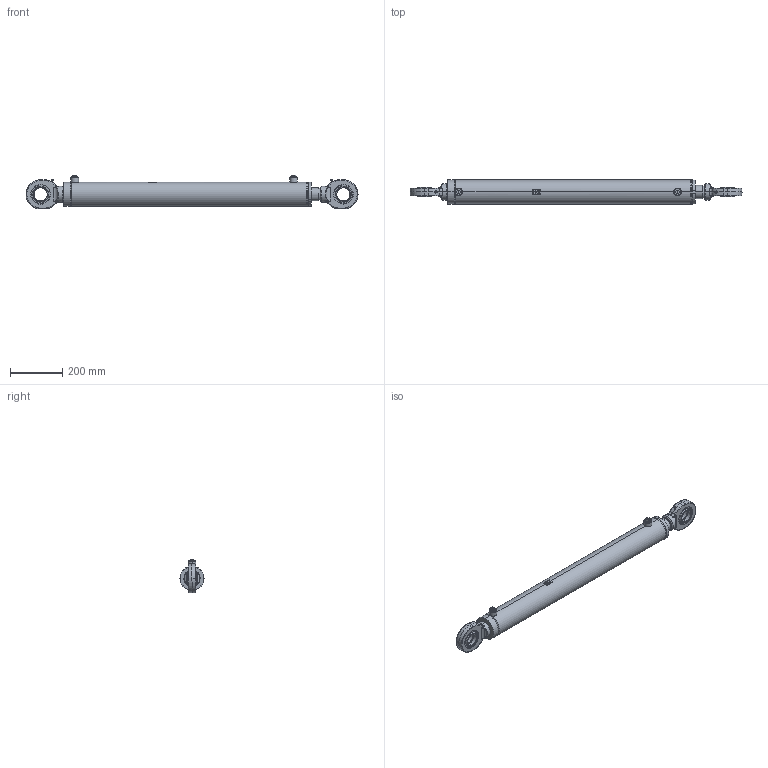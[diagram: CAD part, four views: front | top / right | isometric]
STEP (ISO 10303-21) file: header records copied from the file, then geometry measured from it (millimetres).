
FILE_DESCRIPTION (( 'STEP AP214' ), '1' );
FILE_NAME ('CFGCY0076715-Cylinder.step', '2026-03-06T09:02:43', ( 'Kramp IT' ), ( 'Kramp' ), 'SwSTEP 2.0', 'SolidWorks 2025', '' );
FILE_SCHEMA (( 'AUTOMOTIVE_DESIGN' ));
Length unit declared in the file: millimetre
Products named in the file (20): MATE-AID; DS2908013050_Simplified; Rod-WA_Simplified; GK50DO-RD; Tube-MA_Simplified; DS2908013050VM_Simplified; Tube-WA_Simplified; GK50DO-EC; LSN08E; SPACER_SPACER; DS3908001A; CFGCY0076715-Cylinder; DS2908004VM_Simplified; Rod_Simplified; DS2908015; Tube_Simplified; DS2908004_Simplified; GK50DO; SP08M
Assembly tree (21 placements, depth 4):
  MATE-AID
  CFGCY0076715-Cylinder
    Tube-WA_Simplified
      Tube-MA_Simplified
        Tube_Simplified
        LSN08E
      LSN08E
      DS3908001A
        DS3908001A
      GK50DO-EC
        GK50DO
    Rod-WA_Simplified
      Rod_Simplified
      GK50DO-RD
        GK50DO
    DS2908013050VM_Simplified
      DS2908013050_Simplified
    DS2908004VM_Simplified
      DS2908004_Simplified
    DS2908015
    SPACER_SPACER
    SP08M  x2
Bounding box: 1272 x 92 x 130 mm (x, y, z)
Volume: 4783841.9 mm3; surface area: 913770.6 mm2
Topology: 21 solids, 21 shells, 672 faces, 1580 edges, 958 vertices
Faces by surface type: cylinder 205, plane 191, cone 136, bspline 112, torus 28
Entity records: 19351 total; most frequent: CARTESIAN_POINT 9265, DIRECTION 2075, ORIENTED_EDGE 1936, EDGE_CURVE 968, AXIS2_PLACEMENT_3D 843, VERTEX_POINT 598, EDGE_LOOP 480, CIRCLE 445
